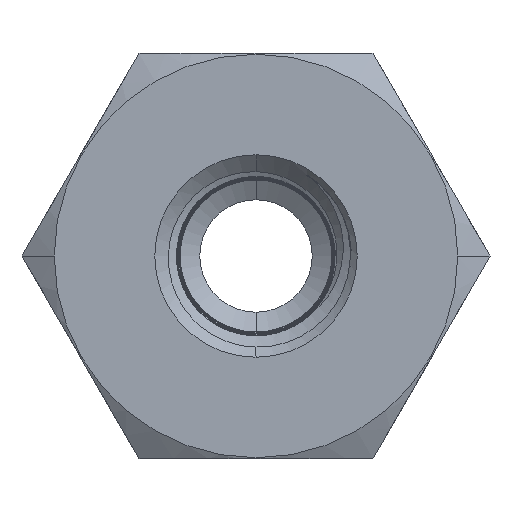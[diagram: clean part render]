
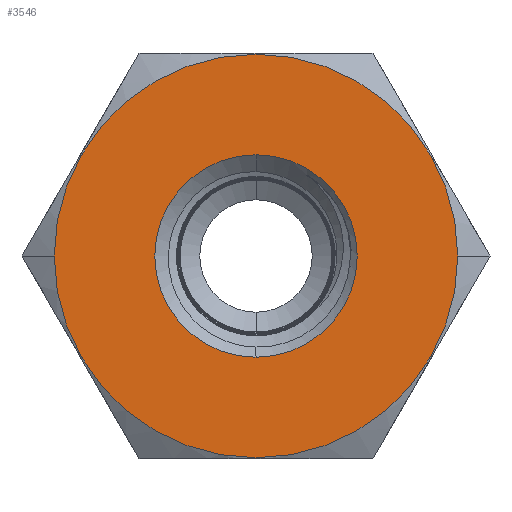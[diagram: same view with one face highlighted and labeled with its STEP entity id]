
A CAD part, left-side view. The second image highlights one B-rep face of the part: STEP entity #3546.
In plain terms, the highlighted planar face has unit normal (-1, 0, 0).
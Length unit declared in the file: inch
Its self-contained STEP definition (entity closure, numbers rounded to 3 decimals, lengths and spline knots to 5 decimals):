
#81 = CARTESIAN_POINT ( 'NONE',  ( -1.25, 0., 0.281 ) ) ;
#739 = DIRECTION ( 'NONE',  ( -1., 0., 0. ) ) ;
#850 = ORIENTED_EDGE ( 'NONE', *, *, #16382, .F. ) ;
#886 = VERTEX_POINT ( 'NONE', #13907 ) ;
#1313 = EDGE_LOOP ( 'NONE', ( #850, #15042 ) ) ;
#1942 = PLANE ( 'NONE',  #13176 ) ;
#2028 = CARTESIAN_POINT ( 'NONE',  ( -1.25, 0., 0. ) ) ;
#2389 = DIRECTION ( 'NONE',  ( 0., 1., 0. ) ) ;
#2450 = DIRECTION ( 'NONE',  ( -1., 0., 0. ) ) ;
#2777 = ORIENTED_EDGE ( 'NONE', *, *, #8245, .F. ) ;
#3546 = ADVANCED_FACE ( 'NONE', ( #15675, #4855 ), #1942, .T. ) ;
#4803 = CIRCLE ( 'NONE', #14529, 0.56 ) ;
#4855 = FACE_BOUND ( 'NONE', #1313, .T. ) ;
#5779 = DIRECTION ( 'NONE',  ( 0., 1., 0. ) ) ;
#5809 = CARTESIAN_POINT ( 'NONE',  ( -1.25, -0.56, 0. ) ) ;
#5866 = CARTESIAN_POINT ( 'NONE',  ( -1.25, 0., 0. ) ) ;
#5957 = EDGE_CURVE ( 'NONE', #9944, #886, #4803, .T. ) ;
#6254 = AXIS2_PLACEMENT_3D ( 'NONE', #13902, #8751, #2389 ) ;
#7035 = AXIS2_PLACEMENT_3D ( 'NONE', #5866, #739, #16192 ) ;
#7547 = DIRECTION ( 'NONE',  ( 0., 0., 1. ) ) ;
#7603 = CARTESIAN_POINT ( 'NONE',  ( -1.25, 0., 0. ) ) ;
#8245 = EDGE_CURVE ( 'NONE', #886, #9944, #15243, .T. ) ;
#8364 = CARTESIAN_POINT ( 'NONE',  ( -1.25, 0., 0. ) ) ;
#8751 = DIRECTION ( 'NONE',  ( 1., 0., 0. ) ) ;
#9475 = VERTEX_POINT ( 'NONE', #12133 ) ;
#9743 = DIRECTION ( 'NONE',  ( 1., 0., 0. ) ) ;
#9944 = VERTEX_POINT ( 'NONE', #5809 ) ;
#10953 = VERTEX_POINT ( 'NONE', #81 ) ;
#11320 = DIRECTION ( 'NONE',  ( -1., 0., 0. ) ) ;
#12038 = CIRCLE ( 'NONE', #7035, 0.281 ) ;
#12099 = EDGE_CURVE ( 'NONE', #9475, #10953, #15422, .T. ) ;
#12133 = CARTESIAN_POINT ( 'NONE',  ( -1.25, 0., -0.281 ) ) ;
#12712 = AXIS2_PLACEMENT_3D ( 'NONE', #7603, #11320, #7547 ) ;
#12943 = ORIENTED_EDGE ( 'NONE', *, *, #5957, .F. ) ;
#13176 = AXIS2_PLACEMENT_3D ( 'NONE', #8364, #2450, #15396 ) ;
#13902 = CARTESIAN_POINT ( 'NONE',  ( -1.25, 0., 0. ) ) ;
#13907 = CARTESIAN_POINT ( 'NONE',  ( -1.25, 0.56, 0. ) ) ;
#14419 = EDGE_LOOP ( 'NONE', ( #2777, #12943 ) ) ;
#14529 = AXIS2_PLACEMENT_3D ( 'NONE', #2028, #9743, #5779 ) ;
#15042 = ORIENTED_EDGE ( 'NONE', *, *, #12099, .F. ) ;
#15243 = CIRCLE ( 'NONE', #6254, 0.56 ) ;
#15396 = DIRECTION ( 'NONE',  ( 0., -1., 0. ) ) ;
#15422 = CIRCLE ( 'NONE', #12712, 0.281 ) ;
#15675 = FACE_OUTER_BOUND ( 'NONE', #14419, .T. ) ;
#16192 = DIRECTION ( 'NONE',  ( 0., 0., 1. ) ) ;
#16382 = EDGE_CURVE ( 'NONE', #10953, #9475, #12038, .T. ) ;
